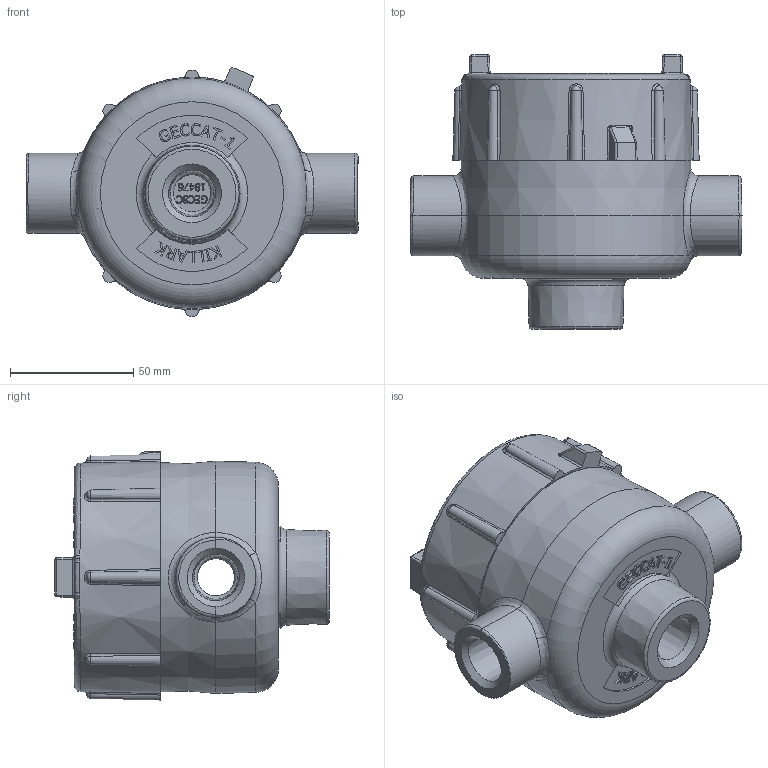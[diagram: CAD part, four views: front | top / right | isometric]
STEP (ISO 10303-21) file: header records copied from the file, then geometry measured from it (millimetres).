
FILE_DESCRIPTION(/* description */ (''),/* implementation_level */ '2;1');
FILE_NAME(/* name */ 'KIL_GECCAT-1.stp',/* time_stamp */ '2021-05-10T20:42:58+05:00',/* author */ ('lsugumaran'),/* organization */ (''),/* preprocessor_version */ 'ST-DEVELOPER v18',/* originating_system */ 'Autodesk Inventor 2020',/* authorisation */ '');
FILE_SCHEMA (('AUTOMOTIVE_DESIGN { 1 0 10303 214 3 1 1 }'));
Length unit declared in the file: inch
Products named in the file (3): GEJET-5; 17061; 18476-1
Assembly tree (2 placements, depth 2):
  GEJET-5
    17061
    18476-1
Bounding box: 134.94 x 111.51 x 101.25 mm (x, y, z)
Volume: 299236.5 mm3; surface area: 93293.3 mm2
Topology: 2 solids, 2 shells, 4995 faces, 13578 edges, 9017 vertices
Faces by surface type: plane 3064, bspline 1811, cylinder 69, cone 28, torus 15, sphere 8
Full cylindrical faces by diameter (mm): 0.886 x1, 1.057 x1, 3.683 x1, 7.763 x1, 9.525 x1, 15.113 x3, 77.724 x1, 80.962 x1, 82.55 x1
Entity records: 176693 total; most frequent: CARTESIAN_POINT 62690, ORIENTED_EDGE 27150, DIRECTION 16605, EDGE_CURVE 13575, LINE 9659, VECTOR 9659, VERTEX_POINT 9017, EDGE_LOOP 5434
